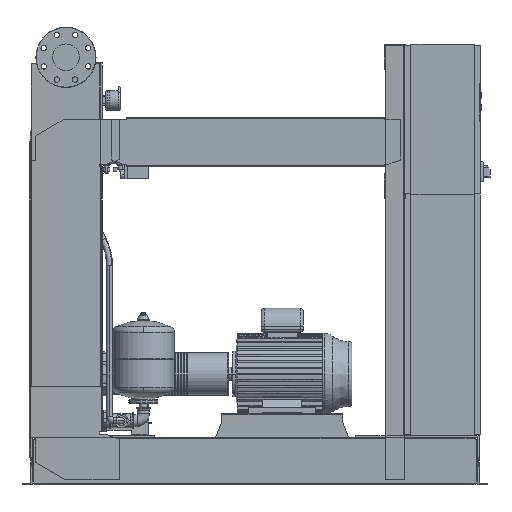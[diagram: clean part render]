
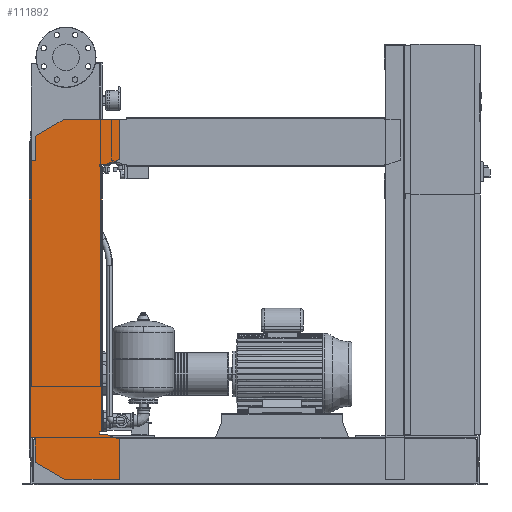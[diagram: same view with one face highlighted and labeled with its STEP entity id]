
A CAD part, front view. The second image highlights one B-rep face of the part: STEP entity #111892.
In plain terms, the highlighted free-form (B-spline) face has degree [1, 1] with [2, 2] control points.
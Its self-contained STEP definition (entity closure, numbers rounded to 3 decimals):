
#111377=CARTESIAN_POINT('',(-102.0,-463.5,1076.0));
#111378=VERTEX_POINT('',#111377);
#111385=CARTESIAN_POINT('',(-102.0,-463.5,1158.574));
#111386=VERTEX_POINT('',#111385);
#111387=CARTESIAN_POINT('',(-102.0,-463.5,1076.0));
#111388=DIRECTION('',(0.0,0.0,1.0));
#111389=VECTOR('',#111388,82.574);
#111390=LINE('',#111387,#111389);
#111391=EDGE_CURVE('',#111378,#111386,#111390,.T.);
#111409=CARTESIAN_POINT('',(-6.,-463.5,1214.0));
#111410=VERTEX_POINT('',#111409);
#111411=CARTESIAN_POINT('',(-102.0,-463.5,1158.574));
#111412=DIRECTION('',(0.866,0.0,0.5));
#111413=VECTOR('',#111412,110.851);
#111414=LINE('',#111411,#111413);
#111415=EDGE_CURVE('',#111386,#111410,#111414,.T.);
#111433=CARTESIAN_POINT('',(177.0,-463.5,1214.0));
#111434=VERTEX_POINT('',#111433);
#111435=CARTESIAN_POINT('',(-6.,-463.5,1214.0));
#111436=DIRECTION('',(1.0,0.0,0.0));
#111437=VECTOR('',#111436,183.0);
#111438=LINE('',#111435,#111437);
#111439=EDGE_CURVE('',#111410,#111434,#111438,.T.);
#111457=CARTESIAN_POINT('',(177.0,-463.5,1080.379));
#111458=VERTEX_POINT('',#111457);
#111459=CARTESIAN_POINT('',(177.0,-463.5,1214.0));
#111460=DIRECTION('',(0.0,0.0,-1.0));
#111461=VECTOR('',#111460,133.621);
#111462=LINE('',#111459,#111461);
#111463=EDGE_CURVE('',#111434,#111458,#111462,.T.);
#111481=CARTESIAN_POINT('',(132.,-463.5,1064.0));
#111482=VERTEX_POINT('',#111481);
#111483=CARTESIAN_POINT('',(177.0,-463.5,1080.379));
#111484=DIRECTION('',(-0.94,0.0,-0.342));
#111485=VECTOR('',#111484,47.888);
#111486=LINE('',#111483,#111485);
#111487=EDGE_CURVE('',#111458,#111482,#111486,.T.);
#111505=CARTESIAN_POINT('',(112.0,-463.5,1064.0));
#111506=VERTEX_POINT('',#111505);
#111507=CARTESIAN_POINT('',(132.,-463.5,1064.0));
#111508=DIRECTION('',(-1.0,0.0,0.0));
#111509=VECTOR('',#111508,20.);
#111510=LINE('',#111507,#111509);
#111511=EDGE_CURVE('',#111482,#111506,#111510,.T.);
#111529=CARTESIAN_POINT('',(112.0,-463.5,1056.0));
#111530=VERTEX_POINT('',#111529);
#111531=CARTESIAN_POINT('',(112.0,-463.5,1064.0));
#111532=DIRECTION('',(0.0,0.0,-1.0));
#111533=VECTOR('',#111532,8.0);
#111534=LINE('',#111531,#111533);
#111535=EDGE_CURVE('',#111506,#111530,#111534,.T.);
#111553=CARTESIAN_POINT('',(120.,-463.5,1056.0));
#111554=VERTEX_POINT('',#111553);
#111555=CARTESIAN_POINT('',(112.0,-463.5,1056.0));
#111556=DIRECTION('',(1.0,0.0,0.0));
#111557=VECTOR('',#111556,8.);
#111558=LINE('',#111555,#111557);
#111559=EDGE_CURVE('',#111530,#111554,#111558,.T.);
#111577=CARTESIAN_POINT('',(120.,-463.5,176.));
#111578=VERTEX_POINT('',#111577);
#111589=CARTESIAN_POINT('',(120.,-463.5,1056.0));
#111590=DIRECTION('',(0.0,0.0,-1.0));
#111591=VECTOR('',#111590,880.);
#111592=LINE('',#111589,#111591);
#111593=EDGE_CURVE('',#111554,#111578,#111592,.T.);
#111607=CARTESIAN_POINT('',(112.,-463.5,176.));
#111608=VERTEX_POINT('',#111607);
#111609=CARTESIAN_POINT('',(120.,-463.5,176.));
#111610=DIRECTION('',(-1.0,0.0,0.0));
#111611=VECTOR('',#111610,8.);
#111612=LINE('',#111609,#111611);
#111613=EDGE_CURVE('',#111578,#111608,#111612,.T.);
#111631=CARTESIAN_POINT('',(112.,-463.5,168.));
#111632=VERTEX_POINT('',#111631);
#111633=CARTESIAN_POINT('',(112.,-463.5,176.));
#111634=DIRECTION('',(0.0,0.0,-1.0));
#111635=VECTOR('',#111634,8.0);
#111636=LINE('',#111633,#111635);
#111637=EDGE_CURVE('',#111608,#111632,#111636,.T.);
#111655=CARTESIAN_POINT('',(132.,-463.5,168.));
#111656=VERTEX_POINT('',#111655);
#111657=CARTESIAN_POINT('',(112.,-463.5,168.));
#111658=DIRECTION('',(1.0,0.0,0.0));
#111659=VECTOR('',#111658,20.0);
#111660=LINE('',#111657,#111659);
#111661=EDGE_CURVE('',#111632,#111656,#111660,.T.);
#111679=CARTESIAN_POINT('',(177.,-463.5,151.621));
#111680=VERTEX_POINT('',#111679);
#111681=CARTESIAN_POINT('',(132.,-463.5,168.));
#111682=DIRECTION('',(0.94,0.0,-0.342));
#111683=VECTOR('',#111682,47.888);
#111684=LINE('',#111681,#111683);
#111685=EDGE_CURVE('',#111656,#111680,#111684,.T.);
#111703=CARTESIAN_POINT('',(177.,-463.5,18.0));
#111704=VERTEX_POINT('',#111703);
#111705=CARTESIAN_POINT('',(177.,-463.5,151.621));
#111706=DIRECTION('',(0.0,0.0,-1.0));
#111707=VECTOR('',#111706,133.621);
#111708=LINE('',#111705,#111707);
#111709=EDGE_CURVE('',#111680,#111704,#111708,.T.);
#111727=CARTESIAN_POINT('',(-4.,-463.5,18.0));
#111728=VERTEX_POINT('',#111727);
#111729=CARTESIAN_POINT('',(177.,-463.5,18.0));
#111730=DIRECTION('',(-1.0,0.0,0.0));
#111731=VECTOR('',#111730,181.);
#111732=LINE('',#111729,#111731);
#111733=EDGE_CURVE('',#111704,#111728,#111732,.T.);
#111751=CARTESIAN_POINT('',(-102.,-463.5,74.58));
#111752=VERTEX_POINT('',#111751);
#111753=CARTESIAN_POINT('',(-4.,-463.5,18.0));
#111754=DIRECTION('',(-0.866,0.,0.5));
#111755=VECTOR('',#111754,113.161);
#111756=LINE('',#111753,#111755);
#111757=EDGE_CURVE('',#111728,#111752,#111756,.T.);
#111775=CARTESIAN_POINT('',(-102.,-463.5,156.0));
#111776=VERTEX_POINT('',#111775);
#111777=CARTESIAN_POINT('',(-102.,-463.5,74.58));
#111778=DIRECTION('',(0.0,0.0,1.0));
#111779=VECTOR('',#111778,81.42);
#111780=LINE('',#111777,#111779);
#111781=EDGE_CURVE('',#111752,#111776,#111780,.T.);
#111799=CARTESIAN_POINT('',(-122.,-463.5,156.0));
#111800=VERTEX_POINT('',#111799);
#111801=CARTESIAN_POINT('',(-102.,-463.5,156.0));
#111802=DIRECTION('',(-1.0,0.0,0.0));
#111803=VECTOR('',#111802,20.0);
#111804=LINE('',#111801,#111803);
#111805=EDGE_CURVE('',#111776,#111800,#111804,.T.);
#111823=CARTESIAN_POINT('',(-122.0,-463.5,1076.0));
#111824=VERTEX_POINT('',#111823);
#111837=CARTESIAN_POINT('',(-122.,-463.5,156.0));
#111838=DIRECTION('',(0.0,0.0,1.0));
#111839=VECTOR('',#111838,920.0);
#111840=LINE('',#111837,#111839);
#111841=EDGE_CURVE('',#111800,#111824,#111840,.T.);
#111855=CARTESIAN_POINT('',(-122.0,-463.5,1076.0));
#111856=DIRECTION('',(1.0,0.0,0.0));
#111857=VECTOR('',#111856,20.0);
#111858=LINE('',#111855,#111857);
#111859=EDGE_CURVE('',#111824,#111378,#111858,.T.);
#111865=CARTESIAN_POINT('',(-122.,-463.5,18.0));
#111866=CARTESIAN_POINT('',(177.0,-463.5,18.0));
#111867=CARTESIAN_POINT('',(-122.,-463.5,1214.0));
#111868=CARTESIAN_POINT('',(177.0,-463.5,1214.0));
#111869=B_SPLINE_SURFACE_WITH_KNOTS('',1,1,((#111865,#111867),(#111866,#111868)),.UNSPECIFIED.,.F.,.F.,.U.,(2,2),(2,2),(0.0,299.),(0.0,1196.0),.UNSPECIFIED.);
#111870=ORIENTED_EDGE('',*,*,#111859,.F.);
#111871=ORIENTED_EDGE('',*,*,#111841,.F.);
#111872=ORIENTED_EDGE('',*,*,#111805,.F.);
#111873=ORIENTED_EDGE('',*,*,#111781,.F.);
#111874=ORIENTED_EDGE('',*,*,#111757,.F.);
#111875=ORIENTED_EDGE('',*,*,#111733,.F.);
#111876=ORIENTED_EDGE('',*,*,#111709,.F.);
#111877=ORIENTED_EDGE('',*,*,#111685,.F.);
#111878=ORIENTED_EDGE('',*,*,#111661,.F.);
#111879=ORIENTED_EDGE('',*,*,#111637,.F.);
#111880=ORIENTED_EDGE('',*,*,#111613,.F.);
#111881=ORIENTED_EDGE('',*,*,#111593,.F.);
#111882=ORIENTED_EDGE('',*,*,#111559,.F.);
#111883=ORIENTED_EDGE('',*,*,#111535,.F.);
#111884=ORIENTED_EDGE('',*,*,#111511,.F.);
#111885=ORIENTED_EDGE('',*,*,#111487,.F.);
#111886=ORIENTED_EDGE('',*,*,#111463,.F.);
#111887=ORIENTED_EDGE('',*,*,#111439,.F.);
#111888=ORIENTED_EDGE('',*,*,#111415,.F.);
#111889=ORIENTED_EDGE('',*,*,#111391,.F.);
#111890=EDGE_LOOP('',(#111870,#111871,#111872,#111873,#111874,#111875,#111876,#111877,#111878,#111879,#111880,#111881,#111882,#111883,#111884,#111885,#111886,#111887,#111888,#111889));
#111891=FACE_OUTER_BOUND('',#111890,.T.);
#111892=ADVANCED_FACE('',(#111891),#111869,.T.);
